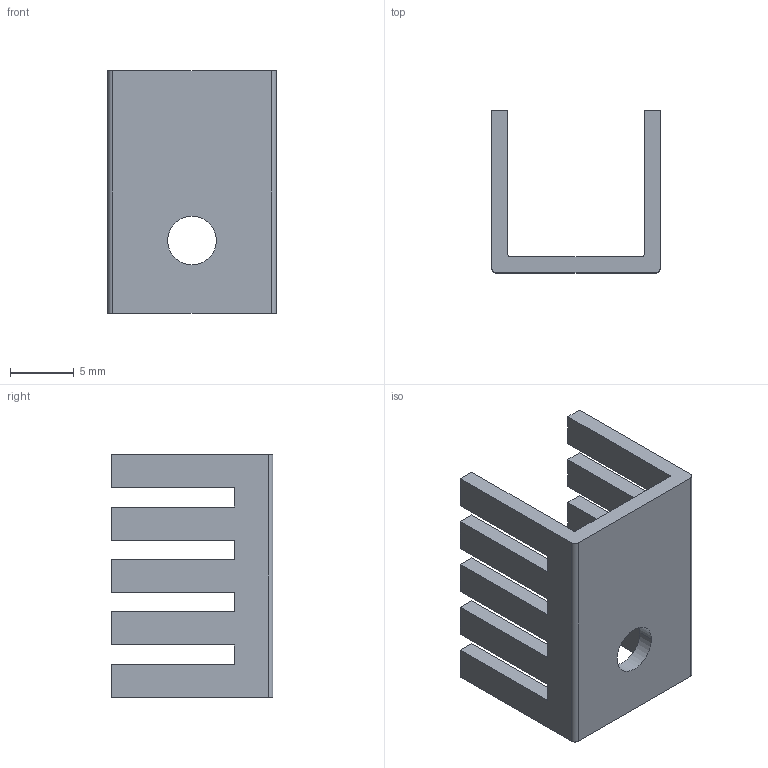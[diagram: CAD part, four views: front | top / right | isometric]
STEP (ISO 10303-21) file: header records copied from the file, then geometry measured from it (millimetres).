
FILE_DESCRIPTION (( 'STEP AP214' ), '1' );
FILE_NAME ('274-2AB HEATSINK LOW HEIGHT BLK TO-220.step', '2017-12-04T14:15:27', ( '' ), ( '' ), 'SwSTEP 2.0', 'SolidWorks 2017', '' );
FILE_SCHEMA (( 'AUTOMOTIVE_DESIGN' ));
Length unit declared in the file: inch
Products named in the file (1): 274-2AB HEATSINK LOW HEIGHT BLK TO-220
Bounding box: 13.21 x 12.7 x 19.05 mm (x, y, z)
Volume: 707.6 mm3; surface area: 1458.9 mm2
Topology: 1 solids, 1 shells, 48 faces, 138 edges, 92 vertices
Faces by surface type: plane 42, cylinder 6
Entity records: 1598 total; most frequent: CARTESIAN_POINT 279, ORIENTED_EDGE 276, DIRECTION 248, EDGE_CURVE 138, LINE 126, VECTOR 126, VERTEX_POINT 92, AXIS2_PLACEMENT_3D 61
